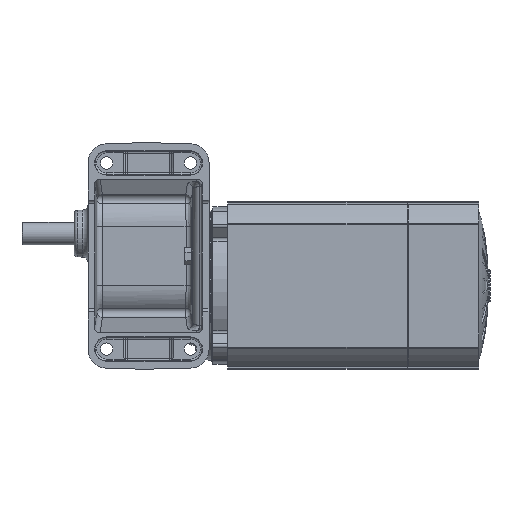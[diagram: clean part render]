
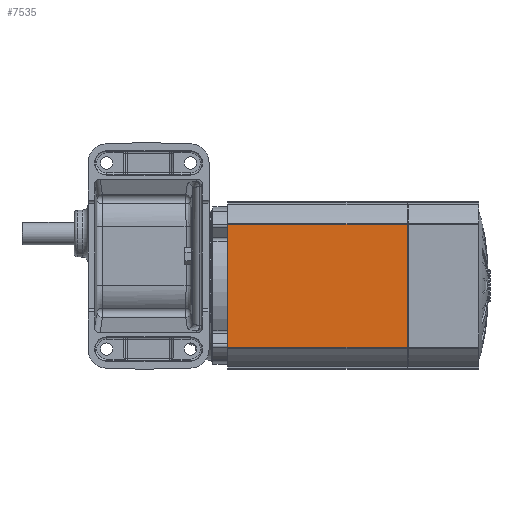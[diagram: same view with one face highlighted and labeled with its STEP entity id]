
A CAD part, front view. The second image highlights one B-rep face of the part: STEP entity #7535.
In plain terms, the highlighted planar face has unit normal (0, -1, 0).
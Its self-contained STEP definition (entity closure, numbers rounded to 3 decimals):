
#7535=ADVANCED_FACE('',(#12712),#12713,.T.);
#12712=FACE_OUTER_BOUND('',#20315,.T.);
#12713=PLANE('',#20316);
#20315=EDGE_LOOP('',(#27917,#27918,#27919,#27920));
#20316=AXIS2_PLACEMENT_3D('',#27921,#27922,#27923);
#27917=ORIENTED_EDGE('',*,*,#35932,.T.);
#27918=ORIENTED_EDGE('',*,*,#35280,.F.);
#27919=ORIENTED_EDGE('',*,*,#35933,.T.);
#27920=ORIENTED_EDGE('',*,*,#34694,.T.);
#27921=CARTESIAN_POINT('',(56.198,17.1,-62.75));
#27922=DIRECTION('',(0.0,-1.0,0.0));
#27923=DIRECTION('',(0.0,0.0,-1.0));
#34694=EDGE_CURVE('',#41132,#41130,#41133,.T.);
#35280=EDGE_CURVE('',#42097,#42092,#42099,.T.);
#35932=EDGE_CURVE('',#41130,#42092,#43107,.T.);
#35933=EDGE_CURVE('',#42097,#41132,#43108,.T.);
#41130=VERTEX_POINT('',#51783);
#41132=VERTEX_POINT('',#51785);
#41133=LINE('',#51786,#51787);
#42092=VERTEX_POINT('',#53501);
#42097=VERTEX_POINT('',#53507);
#42099=LINE('',#53509,#53510);
#43107=LINE('',#55052,#55053);
#43108=LINE('',#55054,#55055);
#51783=CARTESIAN_POINT('',(152.698,17.1,-62.75));
#51785=CARTESIAN_POINT('',(56.198,17.1,-62.75));
#51786=CARTESIAN_POINT('',(56.198,17.1,-62.75));
#51787=VECTOR('',#64459,1.0);
#53501=CARTESIAN_POINT('',(152.698,17.1,3.25));
#53507=CARTESIAN_POINT('',(56.198,17.1,3.25));
#53509=CARTESIAN_POINT('',(56.198,17.1,3.25));
#53510=VECTOR('',#65203,1.0);
#55052=CARTESIAN_POINT('',(152.698,17.1,-46.25));
#55053=VECTOR('',#66004,1.0);
#55054=CARTESIAN_POINT('',(56.198,17.1,3.25));
#55055=VECTOR('',#66005,1.0);
#64459=DIRECTION('',(1.0,0.0,0.0));
#65203=DIRECTION('',(1.0,0.0,0.0));
#66004=DIRECTION('',(0.0,0.0,1.0));
#66005=DIRECTION('',(0.0,0.0,-1.0));
